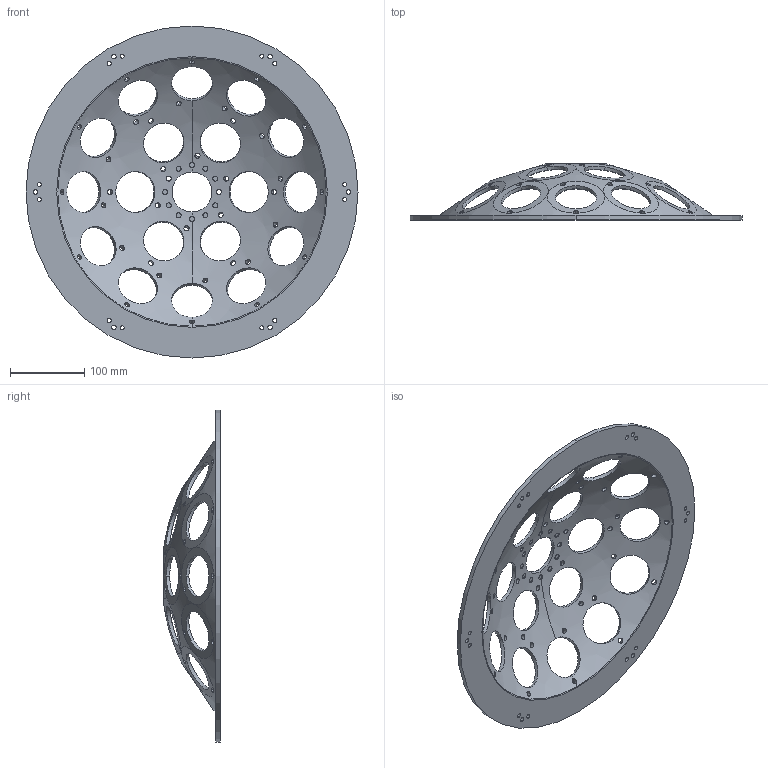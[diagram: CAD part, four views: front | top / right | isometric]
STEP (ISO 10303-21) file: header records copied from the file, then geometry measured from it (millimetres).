
FILE_DESCRIPTION (( 'STEP AP214' ), '1' );
FILE_NAME ('Matrix Improved_4.7.STEP', '2023-01-27T22:18:50', ( '' ), ( '' ), 'SwSTEP 2.0', 'SolidWorks 2022', '' );
FILE_SCHEMA (( 'AUTOMOTIVE_DESIGN' ));
Length unit declared in the file: millimetre
Products named in the file (1): Matrix Improved_4.7
Bounding box: 446 x 75.94 x 446 mm (x, y, z)
Volume: 725655.7 mm3; surface area: 282088.2 mm2
Topology: 1 solids, 1 shells, 425 faces, 1273 edges, 842 vertices
Faces by surface type: cylinder 176, plane 157, bspline 84, torus 4, sphere 4
Entity records: 19534 total; most frequent: CARTESIAN_POINT 8300, ORIENTED_EDGE 2546, DIRECTION 1963, EDGE_CURVE 1273, VERTEX_POINT 842, AXIS2_PLACEMENT_3D 681, LINE 601, VECTOR 601
